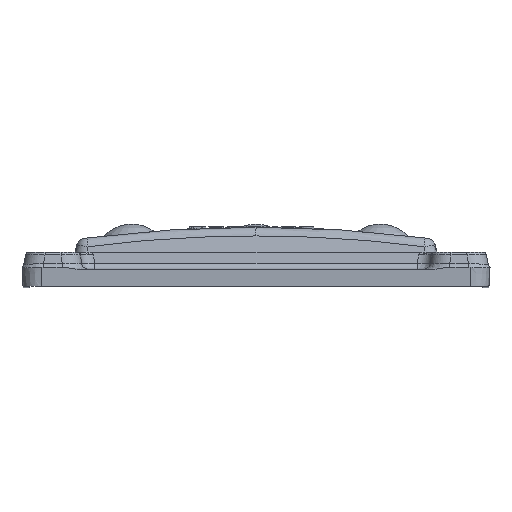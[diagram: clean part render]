
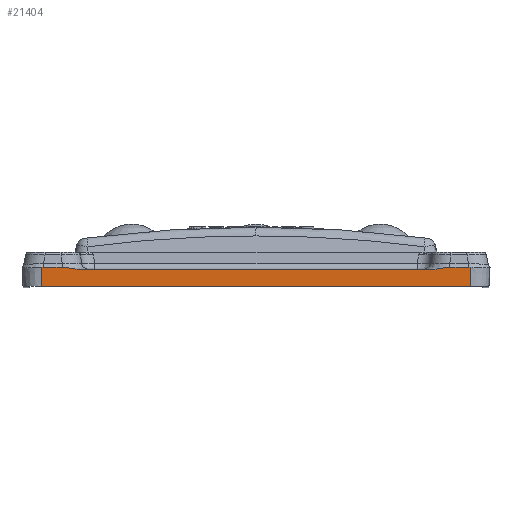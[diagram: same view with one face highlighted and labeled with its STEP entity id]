
A CAD part, front view. The second image highlights one B-rep face of the part: STEP entity #21404.
In plain terms, the highlighted planar face has unit normal (0, -0.999, -0.052).
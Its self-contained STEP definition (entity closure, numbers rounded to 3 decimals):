
#750=DIRECTION('',(1.,0.,0.));
#751=VECTOR('',#750,65.5);
#752=CARTESIAN_POINT('',(-13.75,-35.961,-1.25));
#753=LINE('',#752,#751);
#3708=CARTESIAN_POINT('',(-13.498,-36.114,
1.676));
#3709=CARTESIAN_POINT('',(-13.526,-36.114,
1.676));
#3710=CARTESIAN_POINT('',(-13.582,-36.114,
1.675));
#3711=CARTESIAN_POINT('',(-13.666,-36.114,
1.672));
#3712=CARTESIAN_POINT('',(-13.722,-36.114,
1.669));
#3713=CARTESIAN_POINT('',(-13.75,-36.114,
1.668));
#3737=DIRECTION('',(-1.,0.,0.));
#3738=VECTOR('',#3737,2.885);
#3739=CARTESIAN_POINT('',(-10.613,-36.114,
1.676));
#3740=LINE('',#3739,#3738);
#3797=CARTESIAN_POINT('',(-8.348,-36.1,
1.4));
#3798=CARTESIAN_POINT('',(-8.613,-36.1,
1.4));
#3799=CARTESIAN_POINT('',(-9.132,-36.103,
1.466));
#3800=CARTESIAN_POINT('',(-9.895,-36.112,
1.626));
#3801=CARTESIAN_POINT('',(-10.377,-36.114,
1.676));
#3802=CARTESIAN_POINT('',(-10.613,-36.114,
1.676));
#3988=CARTESIAN_POINT('',(48.613,-36.114,1.676));
#3989=CARTESIAN_POINT('',(48.377,-36.114,1.676));
#3990=CARTESIAN_POINT('',(47.895,-36.112,1.625));
#3991=CARTESIAN_POINT('',(47.133,-36.103,1.466));
#3992=CARTESIAN_POINT('',(46.613,-36.1,1.4));
#3993=CARTESIAN_POINT('',(46.348,-36.1,1.4));
#4001=CARTESIAN_POINT('',(46.348,-36.1,1.4));
#4003=CARTESIAN_POINT('',(-8.348,-36.1,
1.4));
#4039=DIRECTION('',(1.,0.,0.));
#4040=VECTOR('',#4039,54.697);
#4041=CARTESIAN_POINT('',(-8.348,-36.1,
1.4));
#4042=LINE('',#4041,#4040);
#4047=DIRECTION('',(-1.,0.,0.));
#4048=VECTOR('',#4047,2.885);
#4049=CARTESIAN_POINT('',(51.498,-36.114,1.676));
#4050=LINE('',#4049,#4048);
#4151=CARTESIAN_POINT('',(51.75,-36.114,1.668));
#4152=CARTESIAN_POINT('',(51.722,-36.114,1.669));
#4153=CARTESIAN_POINT('',(51.666,-36.114,1.672));
#4154=CARTESIAN_POINT('',(51.582,-36.114,1.675));
#4155=CARTESIAN_POINT('',(51.526,-36.114,1.676));
#4156=CARTESIAN_POINT('',(51.498,-36.114,1.676));
#4293=DIRECTION('',(0.,-0.052,0.999));
#4294=VECTOR('',#4293,2.922);
#4295=CARTESIAN_POINT('',(51.75,-35.961,-1.25));
#4296=LINE('',#4295,#4294);
#4319=DIRECTION('',(0.,0.052,-0.999));
#4320=VECTOR('',#4319,2.922);
#4321=CARTESIAN_POINT('',(-13.75,-36.114,
1.668));
#4322=LINE('',#4321,#4320);
#11891=CARTESIAN_POINT('',(-13.75,-35.961,-1.25));
#11892=VERTEX_POINT('',#11891);
#11893=CARTESIAN_POINT('',(51.75,-35.961,-1.25));
#11894=VERTEX_POINT('',#11893);
#12262=CARTESIAN_POINT('',(-13.498,-36.114,
1.676));
#12263=VERTEX_POINT('',#12262);
#12264=VERTEX_POINT('',#3713);
#12268=CARTESIAN_POINT('',(-10.613,-36.114,
1.676));
#12269=VERTEX_POINT('',#12268);
#12276=VERTEX_POINT('',#4003);
#12303=VERTEX_POINT('',#4001);
#12305=CARTESIAN_POINT('',(48.613,-36.114,
1.676));
#12306=VERTEX_POINT('',#12305);
#12310=CARTESIAN_POINT('',(51.498,-36.114,
1.676));
#12311=VERTEX_POINT('',#12310);
#12312=VERTEX_POINT('',#4151);
#21383=CARTESIAN_POINT('',(-20.353,-36.1,1.4));
#21384=DIRECTION('',(0.,-0.999,-0.052));
#21385=DIRECTION('',(1.,0.,0.));
#21386=AXIS2_PLACEMENT_3D('',#21383,#21384,#21385);
#21387=PLANE('',#21386);
#21388=ORIENTED_EDGE('',*,*,#21369,.T.);
#21389=ORIENTED_EDGE('',*,*,#21358,.F.);
#21391=ORIENTED_EDGE('',*,*,#21390,.F.);
#21393=ORIENTED_EDGE('',*,*,#21392,.F.);
#21395=ORIENTED_EDGE('',*,*,#21394,.F.);
#21396=ORIENTED_EDGE('',*,*,#15042,.F.);
#21398=ORIENTED_EDGE('',*,*,#21397,.F.);
#21399=ORIENTED_EDGE('',*,*,#20724,.F.);
#21400=ORIENTED_EDGE('',*,*,#20743,.F.);
#21401=ORIENTED_EDGE('',*,*,#20890,.F.);
#21402=EDGE_LOOP('',(#21388,#21389,#21391,#21393,#21395,#21396,#21398,#21399,
#21400,#21401));
#21403=FACE_OUTER_BOUND('',#21402,.F.);
#21404=ADVANCED_FACE('',(#21403),#21387,.T.);
#3714=B_SPLINE_CURVE_WITH_KNOTS('',3,(#3708,#3709,#3710,#3711,#3712,#3713),
.UNSPECIFIED.,.F.,.F.,(4,1,1,4),(0.,0.333,0.667,1.),
.UNSPECIFIED.);
#3803=B_SPLINE_CURVE_WITH_KNOTS('',3,(#3797,#3798,#3799,#3800,#3801,#3802),
.UNSPECIFIED.,.F.,.F.,(4,1,1,4),(0.,0.333,0.667,1.),
.UNSPECIFIED.);
#3994=B_SPLINE_CURVE_WITH_KNOTS('',3,(#3988,#3989,#3990,#3991,#3992,#3993),
.UNSPECIFIED.,.F.,.F.,(4,1,1,4),(0.,0.333,0.667,1.),
.UNSPECIFIED.);
#4157=B_SPLINE_CURVE_WITH_KNOTS('',3,(#4151,#4152,#4153,#4154,#4155,#4156),
.UNSPECIFIED.,.F.,.F.,(4,1,1,4),(0.,0.333,0.667,1.),
.UNSPECIFIED.);
#15042=EDGE_CURVE('',#11892,#11894,#753,.T.);
#20724=EDGE_CURVE('',#12263,#12264,#3714,.T.);
#20743=EDGE_CURVE('',#12269,#12263,#3740,.T.);
#20890=EDGE_CURVE('',#12276,#12269,#3803,.T.);
#21358=EDGE_CURVE('',#12306,#12303,#3994,.T.);
#21369=EDGE_CURVE('',#12276,#12303,#4042,.T.);
#21390=EDGE_CURVE('',#12311,#12306,#4050,.T.);
#21392=EDGE_CURVE('',#12312,#12311,#4157,.T.);
#21394=EDGE_CURVE('',#11894,#12312,#4296,.T.);
#21397=EDGE_CURVE('',#12264,#11892,#4322,.T.);
